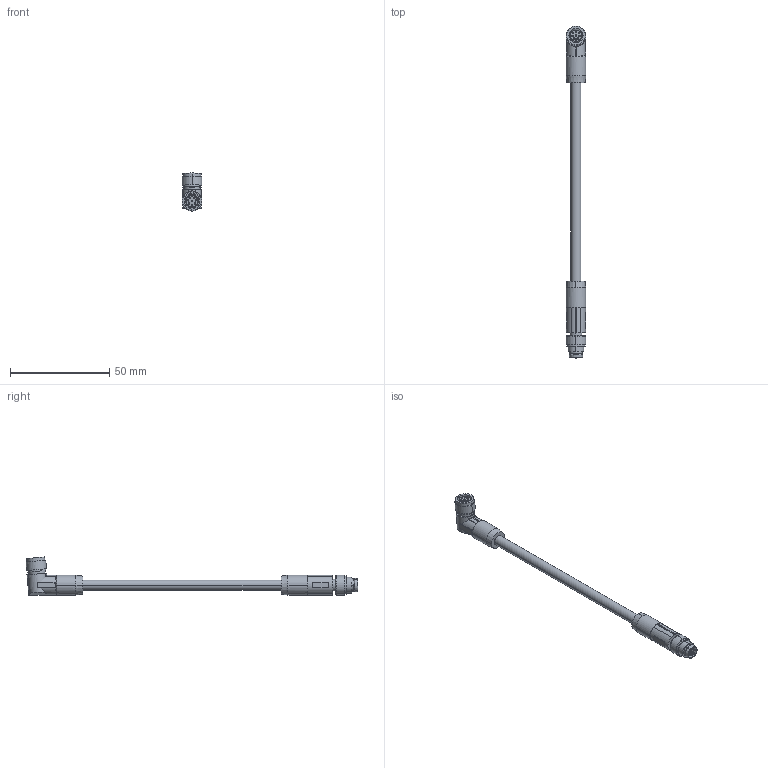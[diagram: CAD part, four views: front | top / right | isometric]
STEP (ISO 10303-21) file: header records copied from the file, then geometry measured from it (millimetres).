
FILE_DESCRIPTION(('Creo Elements/Direct Modeling STEP Export'),'2;1');
FILE_NAME('model.stp','2018-06-05T14:31:54',(''),(''),'Creo Elements/Direct Modeling STEP processor for AP214 (Solid Model)','Creo Elements/Direct Modeling 18.1I 14-Aug-2016 (C) Parametric Technology GmbH','');
FILE_SCHEMA(('AUTOMOTIVE_DESIGN { 1 0 10303 214 1 1 1 1 }'));
Length unit declared in the file: millimetre
Products named in the file (1): SAC_8P_M_8MS...PUR_M_8FR-select
Bounding box: 10 x 167.43 x 19.21 mm (x, y, z)
Volume: 7184.2 mm3; surface area: 4794.6 mm2
Topology: 1 solids, 1 shells, 193 faces, 481 edges, 321 vertices
Faces by surface type: cylinder 102, plane 75, cone 16
Entity records: 7988 total; most frequent: CARTESIAN_POINT 1912, ORIENTED_EDGE 962, DIRECTION 912, EDGE_CURVE 481, AXIS2_PLACEMENT_3D 349, VERTEX_POINT 321, EDGE_LOOP 224, VECTOR 214
